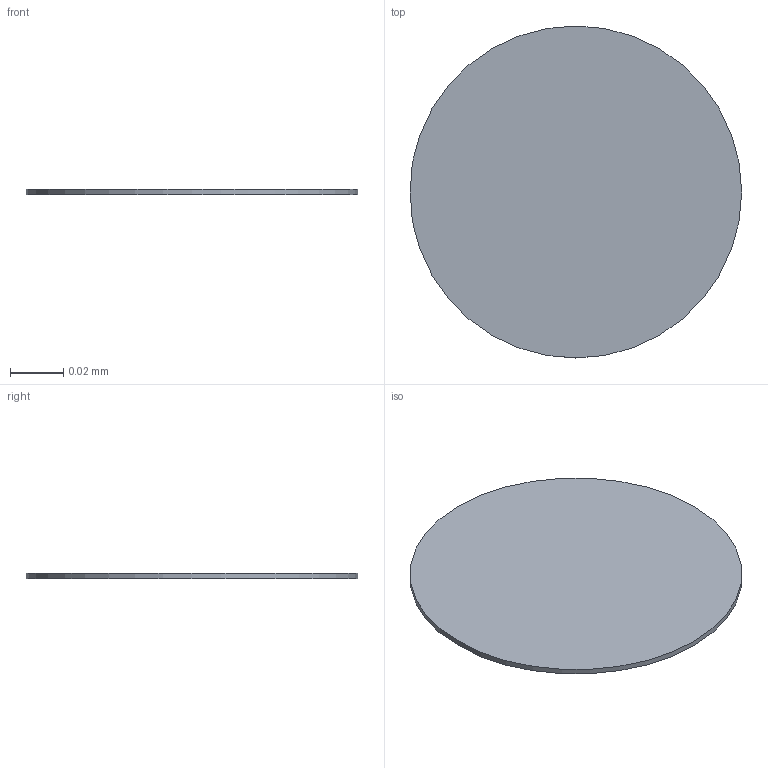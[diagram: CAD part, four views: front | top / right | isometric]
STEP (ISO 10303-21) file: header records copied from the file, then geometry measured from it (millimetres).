
FILE_DESCRIPTION(('STEP AP214'),'1');
FILE_NAME('UCBGA36_LAT','2020-10-04T17:59:32',(''),(''),'','','');
FILE_SCHEMA(('AUTOMOTIVE_DESIGN'));
Length unit declared in the file: millimetre
Products named in the file (1): product
Bounding box: 0.12 x 0.12 x 0 mm (x, y, z)
Volume: 0 mm3; surface area: 0 mm2
Topology: 1 solids, 1 shells, 3 faces, 3 edges, 2 vertices
Faces by surface type: plane 2, cylinder 1
Full cylindrical faces by diameter (mm): 0.124 x1
Entity records: 112 total; most frequent: DIRECTION 14, CARTESIAN_POINT 9, AXIS2_PLACEMENT_3D 7, PRESENTATION_STYLE_ASSIGNMENT 4, SURFACE_STYLE_USAGE 4, SURFACE_SIDE_STYLE 4, SURFACE_STYLE_FILL_AREA 4, FILL_AREA_STYLE 4
